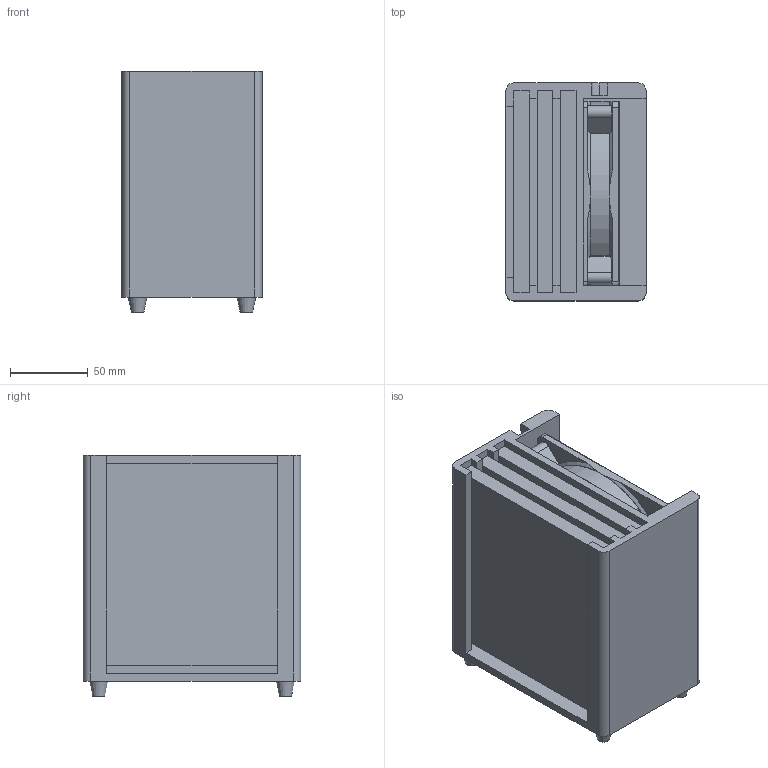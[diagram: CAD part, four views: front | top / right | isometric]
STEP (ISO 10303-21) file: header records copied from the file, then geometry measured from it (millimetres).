
FILE_DESCRIPTION(/* description */ (''),/* implementation_level */ '2;1');
FILE_NAME(/* name */ '6cf5305f-93bd-4bd9-8319-c2708a2ea613.stp',/* time_stamp */ '2025-11-23T17:57:18Z',/* author */ (''),/* organization */ (''),/* preprocessor_version */ 'ST-DEVELOPER v20.1',/* originating_system */ 'Autodesk Translation Framework v14.21.0.0',/* authorisation */ '');
FILE_SCHEMA (('AUTOMOTIVE_DESIGN { 1 0 10303 214 3 1 1 }'));
Length unit declared in the file: millimetre
Products named in the file (6): fume_extractor; Filters; housing; fan ; case_fan_120mm; feet
Assembly tree (5 placements, depth 3):
  fume_extractor
    Filters
    housing
    fan 
      case_fan_120mm
    feet
Bounding box: 90 x 140 x 155 mm (x, y, z)
Volume: 899378.1 mm3; surface area: 297499.9 mm2
Topology: 10 solids, 10 shells, 808 faces, 1997 edges, 1191 vertices
Faces by surface type: plane 219, cylinder 213, bspline 168, torus 147, sphere 32, cone 29
Full cylindrical faces by diameter (mm): 8 x4, 10 x1, 12 x4, 15 x4, 42 x2, 116 x1
Entity records: 29250 total; most frequent: CARTESIAN_POINT 10901, ORIENTED_EDGE 3906, DIRECTION 3709, EDGE_CURVE 1953, AXIS2_PLACEMENT_3D 1473, VERTEX_POINT 1191, EDGE_LOOP 870, FACE_OUTER_BOUND 808
